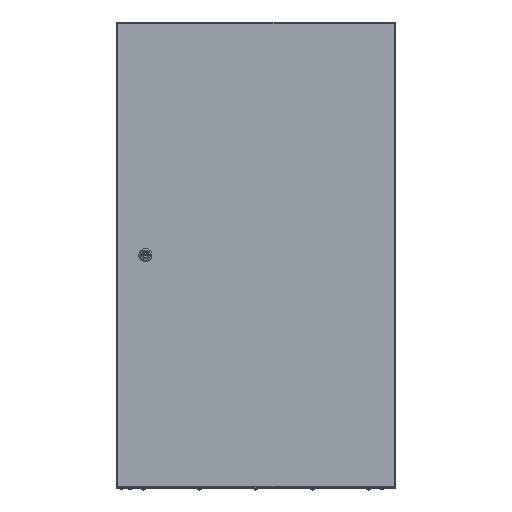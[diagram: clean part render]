
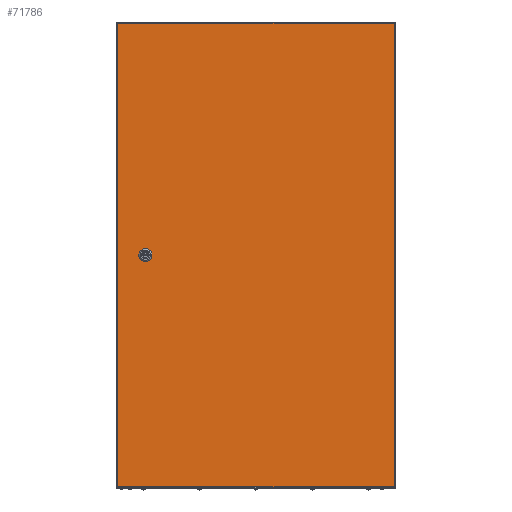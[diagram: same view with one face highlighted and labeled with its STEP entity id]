
A CAD part, top view. The second image highlights one B-rep face of the part: STEP entity #71786.
In plain terms, the highlighted planar face has unit normal (0, 0, 1).
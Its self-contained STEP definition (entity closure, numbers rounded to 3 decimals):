
#1313 = VERTEX_POINT ( 'NONE', #40460 ) ;
#1702 = LINE ( 'NONE', #33997, #80645 ) ;
#2891 = CARTESIAN_POINT ( 'NONE',  ( 52.82, 494.944, 17. ) ) ;
#3339 = DIRECTION ( 'NONE',  ( 0., 0., 1. ) ) ;
#5274 = ORIENTED_EDGE ( 'NONE', *, *, #62477, .F. ) ;
#7703 = VERTEX_POINT ( 'NONE', #45391 ) ;
#7749 = DIRECTION ( 'NONE',  ( 0., 1., 0. ) ) ;
#8017 = ORIENTED_EDGE ( 'NONE', *, *, #56516, .F. ) ;
#8880 = DIRECTION ( 'NONE',  ( 1., 0., 0. ) ) ;
#10814 = VERTEX_POINT ( 'NONE', #76445 ) ;
#12083 = ORIENTED_EDGE ( 'NONE', *, *, #32174, .F. ) ;
#12230 = EDGE_CURVE ( 'NONE', #69108, #15948, #60935, .T. ) ;
#13347 = LINE ( 'NONE', #27137, #57773 ) ;
#13963 = ORIENTED_EDGE ( 'NONE', *, *, #76790, .T. ) ;
#14367 = DIRECTION ( 'NONE',  ( 0., 0., 1. ) ) ;
#14493 = CARTESIAN_POINT ( 'NONE',  ( 0., 0., 17. ) ) ;
#15339 = DIRECTION ( 'NONE',  ( 0., 0., 1. ) ) ;
#15948 = VERTEX_POINT ( 'NONE', #74504 ) ;
#16137 = CARTESIAN_POINT ( 'NONE',  ( 596.87, 997., 17. ) ) ;
#17282 = ORIENTED_EDGE ( 'NONE', *, *, #27204, .T. ) ;
#18923 = EDGE_CURVE ( 'NONE', #10814, #24571, #81630, .T. ) ;
#19584 = AXIS2_PLACEMENT_3D ( 'NONE', #14493, #15339, #8880 ) ;
#19747 = DIRECTION ( 'NONE',  ( 0., 0., 1. ) ) ;
#19816 = EDGE_CURVE ( 'NONE', #1313, #69108, #31186, .T. ) ;
#21511 = DIRECTION ( 'NONE',  ( 0., -1., 0. ) ) ;
#21678 = DIRECTION ( 'NONE',  ( 1., 0., 0. ) ) ;
#21806 = PLANE ( 'NONE',  #19584 ) ;
#23413 = CARTESIAN_POINT ( 'NONE',  ( 67.926, 510.05, 17. ) ) ;
#23440 = CARTESIAN_POINT ( 'NONE',  ( 2.87, 3., 17. ) ) ;
#24571 = VERTEX_POINT ( 'NONE', #16137 ) ;
#27137 = CARTESIAN_POINT ( 'NONE',  ( 2.87, 997., 17. ) ) ;
#27204 = EDGE_CURVE ( 'NONE', #29554, #10814, #55457, .T. ) ;
#27792 = CARTESIAN_POINT ( 'NONE',  ( 72.92, 505.056, 17. ) ) ;
#28160 = ORIENTED_EDGE ( 'NONE', *, *, #75604, .F. ) ;
#28223 = EDGE_CURVE ( 'NONE', #28283, #1313, #59308, .T. ) ;
#28283 = VERTEX_POINT ( 'NONE', #81963 ) ;
#28827 = CARTESIAN_POINT ( 'NONE',  ( 596.87, 997., 17. ) ) ;
#29143 = DIRECTION ( 'NONE',  ( 0., -1., 0. ) ) ;
#29353 = VERTEX_POINT ( 'NONE', #51470 ) ;
#29554 = VERTEX_POINT ( 'NONE', #23440 ) ;
#29654 = CARTESIAN_POINT ( 'NONE',  ( 2.87, 3., 17. ) ) ;
#30008 = LINE ( 'NONE', #83247, #57288 ) ;
#31186 = LINE ( 'NONE', #57818, #33819 ) ;
#32174 = EDGE_CURVE ( 'NONE', #15948, #42964, #30008, .T. ) ;
#32273 = CARTESIAN_POINT ( 'NONE',  ( 62.87, 500., 17. ) ) ;
#32827 = CARTESIAN_POINT ( 'NONE',  ( 67.926, 489.95, 17. ) ) ;
#33578 = DIRECTION ( 'NONE',  ( -1., 0., 0. ) ) ;
#33657 = CARTESIAN_POINT ( 'NONE',  ( 62.87, 500., 17. ) ) ;
#33819 = VECTOR ( 'NONE', #77117, 1000. ) ;
#33997 = CARTESIAN_POINT ( 'NONE',  ( 2.87, 997., 17. ) ) ;
#35191 = FACE_BOUND ( 'NONE', #61189, .T. ) ;
#36057 = LINE ( 'NONE', #2891, #44705 ) ;
#38681 = VECTOR ( 'NONE', #43015, 1000. ) ;
#40460 = CARTESIAN_POINT ( 'NONE',  ( 57.814, 489.95, 17. ) ) ;
#41043 = VECTOR ( 'NONE', #83321, 1000. ) ;
#42964 = VERTEX_POINT ( 'NONE', #27792 ) ;
#43015 = DIRECTION ( 'NONE',  ( 1., 0., 0. ) ) ;
#44261 = EDGE_LOOP ( 'NONE', ( #13963, #17282, #83041, #54157 ) ) ;
#44705 = VECTOR ( 'NONE', #29143, 1000. ) ;
#44872 = EDGE_CURVE ( 'NONE', #52487, #28283, #36057, .T. ) ;
#45391 = CARTESIAN_POINT ( 'NONE',  ( 2.87, 997., 17. ) ) ;
#48373 = CARTESIAN_POINT ( 'NONE',  ( 62.87, 500., 17. ) ) ;
#48781 = VECTOR ( 'NONE', #7749, 1000. ) ;
#51470 = CARTESIAN_POINT ( 'NONE',  ( 57.814, 510.05, 17. ) ) ;
#52487 = VERTEX_POINT ( 'NONE', #80449 ) ;
#52773 = EDGE_CURVE ( 'NONE', #24571, #7703, #1702, .T. ) ;
#54157 = ORIENTED_EDGE ( 'NONE', *, *, #52773, .T. ) ;
#55205 = AXIS2_PLACEMENT_3D ( 'NONE', #55812, #3339, #69902 ) ;
#55457 = LINE ( 'NONE', #29654, #38681 ) ;
#55812 = CARTESIAN_POINT ( 'NONE',  ( 62.87, 500., 17. ) ) ;
#56225 = DIRECTION ( 'NONE',  ( 0., 1., 0. ) ) ;
#56516 = EDGE_CURVE ( 'NONE', #42964, #57442, #80006, .T. ) ;
#57288 = VECTOR ( 'NONE', #56225, 1000. ) ;
#57442 = VERTEX_POINT ( 'NONE', #23413 ) ;
#57773 = VECTOR ( 'NONE', #21511, 1000. ) ;
#57818 = CARTESIAN_POINT ( 'NONE',  ( 67.926, 489.95, 17. ) ) ;
#59308 = CIRCLE ( 'NONE', #55205, 11.25 ) ;
#59840 = DIRECTION ( 'NONE',  ( 0., 0., 1. ) ) ;
#60264 = DIRECTION ( 'NONE',  ( 1., 0., 0. ) ) ;
#60935 = CIRCLE ( 'NONE', #81533, 11.25 ) ;
#61189 = EDGE_LOOP ( 'NONE', ( #8017, #12083, #65163, #63058, #64780, #62557, #5274, #28160 ) ) ;
#61542 = CARTESIAN_POINT ( 'NONE',  ( 67.926, 510.05, 17. ) ) ;
#62477 = EDGE_CURVE ( 'NONE', #29353, #52487, #82326, .T. ) ;
#62557 = ORIENTED_EDGE ( 'NONE', *, *, #44872, .F. ) ;
#63058 = ORIENTED_EDGE ( 'NONE', *, *, #19816, .F. ) ;
#64780 = ORIENTED_EDGE ( 'NONE', *, *, #28223, .F. ) ;
#65163 = ORIENTED_EDGE ( 'NONE', *, *, #12230, .F. ) ;
#69108 = VERTEX_POINT ( 'NONE', #32827 ) ;
#69902 = DIRECTION ( 'NONE',  ( 1., 0., 0. ) ) ;
#71786 = ADVANCED_FACE ( 'NONE', ( #35191, #80680 ), #21806, .T. ) ;
#73030 = DIRECTION ( 'NONE',  ( 1., 0., 0. ) ) ;
#74504 = CARTESIAN_POINT ( 'NONE',  ( 72.92, 494.944, 17. ) ) ;
#75604 = EDGE_CURVE ( 'NONE', #57442, #29353, #80895, .T. ) ;
#76445 = CARTESIAN_POINT ( 'NONE',  ( 596.87, 3., 17. ) ) ;
#76790 = EDGE_CURVE ( 'NONE', #7703, #29554, #13347, .T. ) ;
#77117 = DIRECTION ( 'NONE',  ( 1., 0., 0. ) ) ;
#79567 = AXIS2_PLACEMENT_3D ( 'NONE', #33657, #59840, #60264 ) ;
#80006 = CIRCLE ( 'NONE', #84140, 11.25 ) ;
#80449 = CARTESIAN_POINT ( 'NONE',  ( 52.82, 505.056, 17. ) ) ;
#80645 = VECTOR ( 'NONE', #33578, 1000. ) ;
#80680 = FACE_OUTER_BOUND ( 'NONE', #44261, .T. ) ;
#80895 = LINE ( 'NONE', #61542, #41043 ) ;
#81533 = AXIS2_PLACEMENT_3D ( 'NONE', #48373, #14367, #21678 ) ;
#81630 = LINE ( 'NONE', #28827, #48781 ) ;
#81963 = CARTESIAN_POINT ( 'NONE',  ( 52.82, 494.944, 17. ) ) ;
#82326 = CIRCLE ( 'NONE', #79567, 11.25 ) ;
#83041 = ORIENTED_EDGE ( 'NONE', *, *, #18923, .T. ) ;
#83247 = CARTESIAN_POINT ( 'NONE',  ( 72.92, 494.944, 17. ) ) ;
#83321 = DIRECTION ( 'NONE',  ( -1., 0., 0. ) ) ;
#84140 = AXIS2_PLACEMENT_3D ( 'NONE', #32273, #19747, #73030 ) ;
